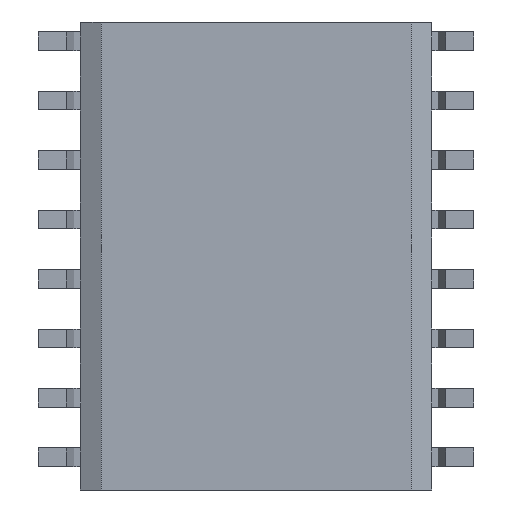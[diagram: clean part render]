
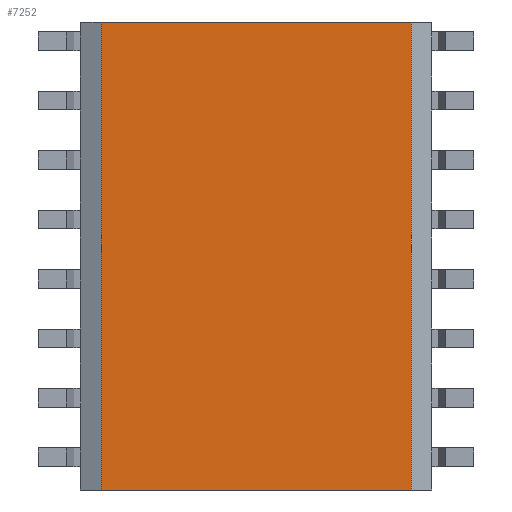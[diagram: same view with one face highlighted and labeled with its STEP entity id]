
A CAD part, front view. The second image highlights one B-rep face of the part: STEP entity #7252.
In plain terms, the highlighted planar face has unit normal (0, -1, 0).
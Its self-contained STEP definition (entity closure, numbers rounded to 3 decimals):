
#97 = FACE_OUTER_BOUND ( 'NONE', #7253, .T. ) ;
#98 = CARTESIAN_POINT ( 'NONE',  ( 1.046, 0.25, 9.3 ) ) ;
#99 = DIRECTION ( 'NONE',  ( 0., 0., -1. ) ) ;
#100 = VECTOR ( 'NONE', #99, 1000. ) ;
#101 = CARTESIAN_POINT ( 'NONE',  ( 1.046, 0.25, 9.3 ) ) ;
#102 = LINE ( 'NONE', #101, #100 ) ;
#107 = CARTESIAN_POINT ( 'NONE',  ( 1.046, 0.25, -0.7 ) ) ;
#146 = CARTESIAN_POINT ( 'NONE',  ( 1.046, 0.25, -0.7 ) ) ;
#147 = LINE ( 'NONE', #146, #167 ) ;
#150 = AXIS2_PLACEMENT_3D ( 'NONE', #204, #203, #202 ) ;
#166 = DIRECTION ( 'NONE',  ( 1., 0., 0. ) ) ;
#167 = VECTOR ( 'NONE', #166, 1000. ) ;
#174 = VECTOR ( 'NONE', #188, 1000. ) ;
#175 = CARTESIAN_POINT ( 'NONE',  ( 7.67, 0.25, 9.3 ) ) ;
#176 = LINE ( 'NONE', #175, #174 ) ;
#182 = CARTESIAN_POINT ( 'NONE',  ( 7.67, 0.25, -0.7 ) ) ;
#187 = CARTESIAN_POINT ( 'NONE',  ( 7.67, 0.25, 9.3 ) ) ;
#188 = DIRECTION ( 'NONE',  ( 0., 0., -1. ) ) ;
#200 = PLANE ( 'NONE',  #150 ) ;
#202 = DIRECTION ( 'NONE',  ( 0., 0., 1. ) ) ;
#203 = DIRECTION ( 'NONE',  ( 0., 1., 0. ) ) ;
#204 = CARTESIAN_POINT ( 'NONE',  ( 1.046, 0.25, 9.3 ) ) ;
#6793 = ORIENTED_EDGE ( 'NONE', *, *, #6956, .F. ) ;
#6954 = ORIENTED_EDGE ( 'NONE', *, *, #7250, .T. ) ;
#6956 = EDGE_CURVE ( 'NONE', #7251, #7259, #11077, .T. ) ;
#7247 = VERTEX_POINT ( 'NONE', #107 ) ;
#7250 = EDGE_CURVE ( 'NONE', #7251, #7247, #102, .T. ) ;
#7251 = VERTEX_POINT ( 'NONE', #98 ) ;
#7252 = ADVANCED_FACE ( 'NONE', ( #97 ), #200, .F. ) ;
#7253 = EDGE_LOOP ( 'NONE', ( #7254, #7257, #6793, #6954 ) ) ;
#7254 = ORIENTED_EDGE ( 'NONE', *, *, #7255, .T. ) ;
#7255 = EDGE_CURVE ( 'NONE', #7247, #7256, #147, .T. ) ;
#7256 = VERTEX_POINT ( 'NONE', #182 ) ;
#7257 = ORIENTED_EDGE ( 'NONE', *, *, #7258, .F. ) ;
#7258 = EDGE_CURVE ( 'NONE', #7259, #7256, #176, .T. ) ;
#7259 = VERTEX_POINT ( 'NONE', #187 ) ;
#11013 = DIRECTION ( 'NONE',  ( 1., 0., 0. ) ) ;
#11014 = VECTOR ( 'NONE', #11013, 1000. ) ;
#11076 = CARTESIAN_POINT ( 'NONE',  ( 1.046, 0.25, 9.3 ) ) ;
#11077 = LINE ( 'NONE', #11076, #11014 ) ;
